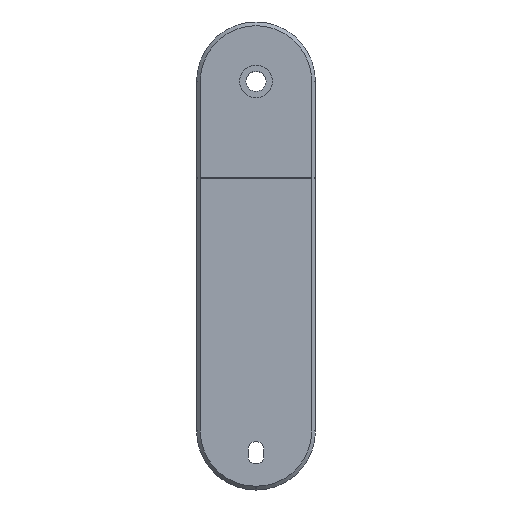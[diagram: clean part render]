
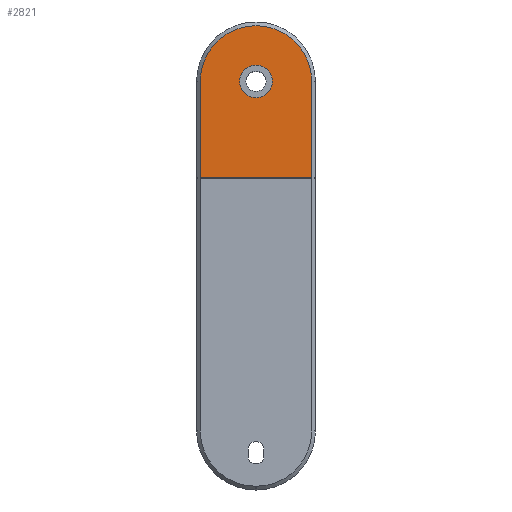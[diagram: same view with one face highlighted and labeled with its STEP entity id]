
A CAD part, top view. The second image highlights one B-rep face of the part: STEP entity #2821.
In plain terms, the highlighted planar face has unit normal (0, 0, 1).
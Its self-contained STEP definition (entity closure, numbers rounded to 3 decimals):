
#284 = PLANE('',#285);
#285 = AXIS2_PLACEMENT_3D('',#286,#287,#288);
#286 = CARTESIAN_POINT('',(15.5,0.,24.5));
#287 = DIRECTION('',(0.707,0.,0.707));
#288 = DIRECTION('',(0.,-1.,0.));
#312 = PLANE('',#313);
#313 = AXIS2_PLACEMENT_3D('',#314,#315,#316);
#314 = CARTESIAN_POINT('',(0.,0.,14.25));
#315 = DIRECTION('',(-0.,-1.,-0.));
#316 = DIRECTION('',(0.,0.,-1.));
#891 = CONICAL_SURFACE('',#892,16.,0.785);
#892 = AXIS2_PLACEMENT_3D('',#893,#894,#895);
#893 = CARTESIAN_POINT('',(0.,26.,24.));
#894 = DIRECTION('',(-0.,-0.,-1.));
#895 = DIRECTION('',(1.,0.,0.));
#930 = VERTEX_POINT('',#931);
#931 = CARTESIAN_POINT('',(15.,0.,25.));
#952 = EDGE_CURVE('',#930,#953,#955,.T.);
#953 = VERTEX_POINT('',#954);
#954 = CARTESIAN_POINT('',(15.,26.,25.));
#955 = SURFACE_CURVE('',#956,(#960,#967),.PCURVE_S1.);
#956 = LINE('',#957,#958);
#957 = CARTESIAN_POINT('',(15.,0.,25.));
#958 = VECTOR('',#959,1.);
#959 = DIRECTION('',(0.,1.,0.));
#960 = PCURVE('',#284,#961);
#961 = DEFINITIONAL_REPRESENTATION('',(#962),#966);
#962 = LINE('',#963,#964);
#963 = CARTESIAN_POINT('',(-0.,-0.707));
#964 = VECTOR('',#965,1.);
#965 = DIRECTION('',(-1.,0.));
#966 = ( GEOMETRIC_REPRESENTATION_CONTEXT(2) 
PARAMETRIC_REPRESENTATION_CONTEXT() REPRESENTATION_CONTEXT('2D SPACE',''
  ) );
#967 = PCURVE('',#968,#973);
#968 = PLANE('',#969);
#969 = AXIS2_PLACEMENT_3D('',#970,#971,#972);
#970 = CARTESIAN_POINT('',(0.,17.935,25.));
#971 = DIRECTION('',(0.,0.,1.));
#972 = DIRECTION('',(1.,0.,0.));
#973 = DEFINITIONAL_REPRESENTATION('',(#974),#978);
#974 = LINE('',#975,#976);
#975 = CARTESIAN_POINT('',(15.,-17.935));
#976 = VECTOR('',#977,1.);
#977 = DIRECTION('',(0.,1.));
#978 = ( GEOMETRIC_REPRESENTATION_CONTEXT(2) 
PARAMETRIC_REPRESENTATION_CONTEXT() REPRESENTATION_CONTEXT('2D SPACE',''
  ) );
#1005 = EDGE_CURVE('',#1006,#930,#1008,.T.);
#1006 = VERTEX_POINT('',#1007);
#1007 = CARTESIAN_POINT('',(-15.,0.,25.));
#1008 = SURFACE_CURVE('',#1009,(#1013,#1020),.PCURVE_S1.);
#1009 = LINE('',#1010,#1011);
#1010 = CARTESIAN_POINT('',(-16.,0.,25.));
#1011 = VECTOR('',#1012,1.);
#1012 = DIRECTION('',(1.,0.,0.));
#1013 = PCURVE('',#312,#1014);
#1014 = DEFINITIONAL_REPRESENTATION('',(#1015),#1019);
#1015 = LINE('',#1016,#1017);
#1016 = CARTESIAN_POINT('',(-10.75,-16.));
#1017 = VECTOR('',#1018,1.);
#1018 = DIRECTION('',(0.,1.));
#1019 = ( GEOMETRIC_REPRESENTATION_CONTEXT(2) 
PARAMETRIC_REPRESENTATION_CONTEXT() REPRESENTATION_CONTEXT('2D SPACE',''
  ) );
#1020 = PCURVE('',#968,#1021);
#1021 = DEFINITIONAL_REPRESENTATION('',(#1022),#1026);
#1022 = LINE('',#1023,#1024);
#1023 = CARTESIAN_POINT('',(-16.,-17.935));
#1024 = VECTOR('',#1025,1.);
#1025 = DIRECTION('',(1.,0.));
#1026 = ( GEOMETRIC_REPRESENTATION_CONTEXT(2) 
PARAMETRIC_REPRESENTATION_CONTEXT() REPRESENTATION_CONTEXT('2D SPACE',''
  ) );
#1044 = PLANE('',#1045);
#1045 = AXIS2_PLACEMENT_3D('',#1046,#1047,#1048);
#1046 = CARTESIAN_POINT('',(-15.5,26.,24.5));
#1047 = DIRECTION('',(-0.707,0.,0.707));
#1048 = DIRECTION('',(0.,1.,0.));
#2778 = EDGE_CURVE('',#953,#2779,#2781,.T.);
#2779 = VERTEX_POINT('',#2780);
#2780 = CARTESIAN_POINT('',(-15.,26.,25.));
#2781 = SURFACE_CURVE('',#2782,(#2787,#2794),.PCURVE_S1.);
#2782 = CIRCLE('',#2783,15.);
#2783 = AXIS2_PLACEMENT_3D('',#2784,#2785,#2786);
#2784 = CARTESIAN_POINT('',(0.,26.,25.));
#2785 = DIRECTION('',(0.,0.,1.));
#2786 = DIRECTION('',(1.,0.,0.));
#2787 = PCURVE('',#891,#2788);
#2788 = DEFINITIONAL_REPRESENTATION('',(#2789),#2793);
#2789 = LINE('',#2790,#2791);
#2790 = CARTESIAN_POINT('',(-0.,-1.));
#2791 = VECTOR('',#2792,1.);
#2792 = DIRECTION('',(-1.,0.));
#2793 = ( GEOMETRIC_REPRESENTATION_CONTEXT(2) 
PARAMETRIC_REPRESENTATION_CONTEXT() REPRESENTATION_CONTEXT('2D SPACE',''
  ) );
#2794 = PCURVE('',#968,#2795);
#2795 = DEFINITIONAL_REPRESENTATION('',(#2796),#2800);
#2796 = CIRCLE('',#2797,15.);
#2797 = AXIS2_PLACEMENT_2D('',#2798,#2799);
#2798 = CARTESIAN_POINT('',(0.,8.065));
#2799 = DIRECTION('',(1.,0.));
#2800 = ( GEOMETRIC_REPRESENTATION_CONTEXT(2) 
PARAMETRIC_REPRESENTATION_CONTEXT() REPRESENTATION_CONTEXT('2D SPACE',''
  ) );
#2821 = ADVANCED_FACE('',(#2822,#2848),#968,.T.);
#2822 = FACE_BOUND('',#2823,.T.);
#2823 = EDGE_LOOP('',(#2824,#2825,#2826,#2827));
#2824 = ORIENTED_EDGE('',*,*,#1005,.T.);
#2825 = ORIENTED_EDGE('',*,*,#952,.T.);
#2826 = ORIENTED_EDGE('',*,*,#2778,.T.);
#2827 = ORIENTED_EDGE('',*,*,#2828,.T.);
#2828 = EDGE_CURVE('',#2779,#1006,#2829,.T.);
#2829 = SURFACE_CURVE('',#2830,(#2834,#2841),.PCURVE_S1.);
#2830 = LINE('',#2831,#2832);
#2831 = CARTESIAN_POINT('',(-15.,26.,25.));
#2832 = VECTOR('',#2833,1.);
#2833 = DIRECTION('',(-0.,-1.,-0.));
#2834 = PCURVE('',#968,#2835);
#2835 = DEFINITIONAL_REPRESENTATION('',(#2836),#2840);
#2836 = LINE('',#2837,#2838);
#2837 = CARTESIAN_POINT('',(-15.,8.065));
#2838 = VECTOR('',#2839,1.);
#2839 = DIRECTION('',(-0.,-1.));
#2840 = ( GEOMETRIC_REPRESENTATION_CONTEXT(2) 
PARAMETRIC_REPRESENTATION_CONTEXT() REPRESENTATION_CONTEXT('2D SPACE',''
  ) );
#2841 = PCURVE('',#1044,#2842);
#2842 = DEFINITIONAL_REPRESENTATION('',(#2843),#2847);
#2843 = LINE('',#2844,#2845);
#2844 = CARTESIAN_POINT('',(-0.,-0.707));
#2845 = VECTOR('',#2846,1.);
#2846 = DIRECTION('',(-1.,0.));
#2847 = ( GEOMETRIC_REPRESENTATION_CONTEXT(2) 
PARAMETRIC_REPRESENTATION_CONTEXT() REPRESENTATION_CONTEXT('2D SPACE',''
  ) );
#2848 = FACE_BOUND('',#2849,.T.);
#2849 = EDGE_LOOP('',(#2850));
#2850 = ORIENTED_EDGE('',*,*,#2851,.F.);
#2851 = EDGE_CURVE('',#2852,#2852,#2854,.T.);
#2852 = VERTEX_POINT('',#2853);
#2853 = CARTESIAN_POINT('',(4.4,26.,25.));
#2854 = SURFACE_CURVE('',#2855,(#2860,#2867),.PCURVE_S1.);
#2855 = CIRCLE('',#2856,4.4);
#2856 = AXIS2_PLACEMENT_3D('',#2857,#2858,#2859);
#2857 = CARTESIAN_POINT('',(0.,26.,25.));
#2858 = DIRECTION('',(0.,0.,1.));
#2859 = DIRECTION('',(1.,0.,-0.));
#2860 = PCURVE('',#968,#2861);
#2861 = DEFINITIONAL_REPRESENTATION('',(#2862),#2866);
#2862 = CIRCLE('',#2863,4.4);
#2863 = AXIS2_PLACEMENT_2D('',#2864,#2865);
#2864 = CARTESIAN_POINT('',(0.,8.065));
#2865 = DIRECTION('',(1.,0.));
#2866 = ( GEOMETRIC_REPRESENTATION_CONTEXT(2) 
PARAMETRIC_REPRESENTATION_CONTEXT() REPRESENTATION_CONTEXT('2D SPACE',''
  ) );
#2867 = PCURVE('',#2868,#2873);
#2868 = CYLINDRICAL_SURFACE('',#2869,4.4);
#2869 = AXIS2_PLACEMENT_3D('',#2870,#2871,#2872);
#2870 = CARTESIAN_POINT('',(0.,26.,22.5));
#2871 = DIRECTION('',(0.,0.,1.));
#2872 = DIRECTION('',(1.,0.,0.));
#2873 = DEFINITIONAL_REPRESENTATION('',(#2874),#2878);
#2874 = LINE('',#2875,#2876);
#2875 = CARTESIAN_POINT('',(0.,2.5));
#2876 = VECTOR('',#2877,1.);
#2877 = DIRECTION('',(1.,0.));
#2878 = ( GEOMETRIC_REPRESENTATION_CONTEXT(2) 
PARAMETRIC_REPRESENTATION_CONTEXT() REPRESENTATION_CONTEXT('2D SPACE',''
  ) );
